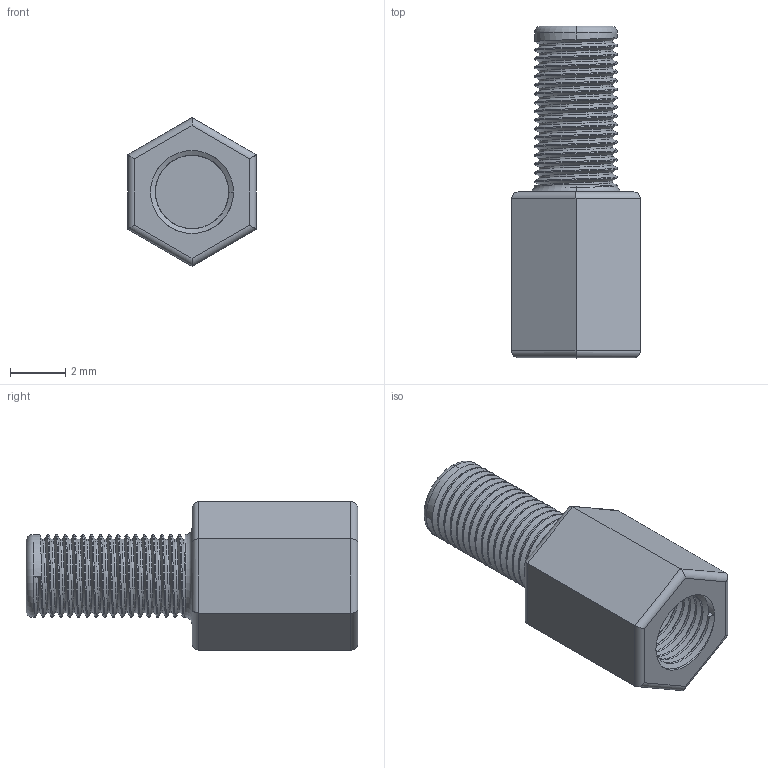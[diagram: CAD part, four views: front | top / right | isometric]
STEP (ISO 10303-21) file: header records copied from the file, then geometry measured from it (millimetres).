
FILE_DESCRIPTION (( 'STEP AP203' ), '1' );
FILE_NAME ('3d.step', '2022-12-31T17:29:06', ( '' ), ( '' ), 'SwSTEP 2.0', 'SolidWorks 2021', '' );
FILE_SCHEMA (( 'CONFIG_CONTROL_DESIGN' ));
Length unit declared in the file: millimetre
Products named in the file (1): 3d
Bounding box: 4.65 x 12 x 5.37 mm (x, y, z)
Volume: 118.1 mm3; surface area: 284.9 mm2
Topology: 1 solids, 1 shells, 105 faces, 282 edges, 181 vertices
Faces by surface type: cylinder 81, plane 13, bspline 7, torus 4
Entity records: 7745 total; most frequent: CARTESIAN_POINT 5518, ORIENTED_EDGE 564, DIRECTION 345, EDGE_CURVE 282, VERTEX_POINT 181, AXIS2_PLACEMENT_3D 119, VECTOR 107, LINE 107
